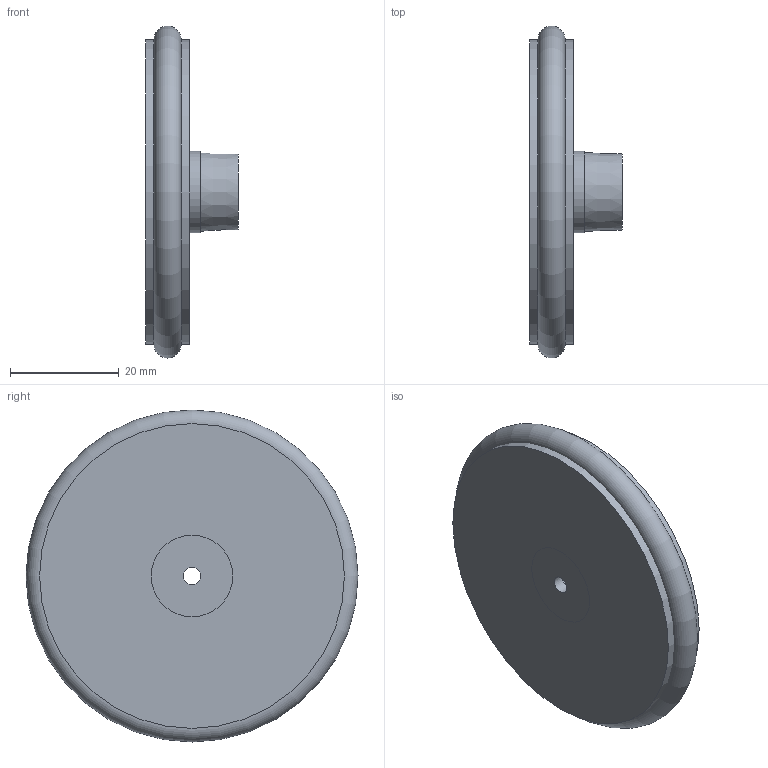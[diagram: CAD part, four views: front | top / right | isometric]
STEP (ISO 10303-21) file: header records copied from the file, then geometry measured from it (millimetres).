
FILE_DESCRIPTION( ( '' ), ' ' );
FILE_NAME( '5d30919a3b0090151e6bac64.step', '2019-07-18T15:34:50', ( '' ), ( '' ), ' ', ' ', ' ' );
FILE_SCHEMA( ( 'AUTOMOTIVE_DESIGN { 1 0 10303 214 1 1 1 1 }' ) );
Length unit declared in the file: metre
Products named in the file (2): Joint torique (O-ring); roue_Qbot
Bounding box: 17 x 61 x 61 mm (x, y, z)
Volume: 22675.2 mm3; surface area: 10137.8 mm2
Topology: 2 solids, 2 shells, 22 faces, 41 edges, 25 vertices
Faces by surface type: plane 8, cylinder 7, torus 4, cone 3
Full cylindrical faces by diameter (mm): 3.2 x1, 15 x2, 56 x2
Entity records: 744 total; most frequent: CARTESIAN_POINT 133, DIRECTION 90, ORIENTED_EDGE 64, AXIS2_PLACEMENT_3D 42, EDGE_LOOP 34, EDGE_CURVE 32, FACE_OUTER_BOUND 27, VERTEX_POINT 25
